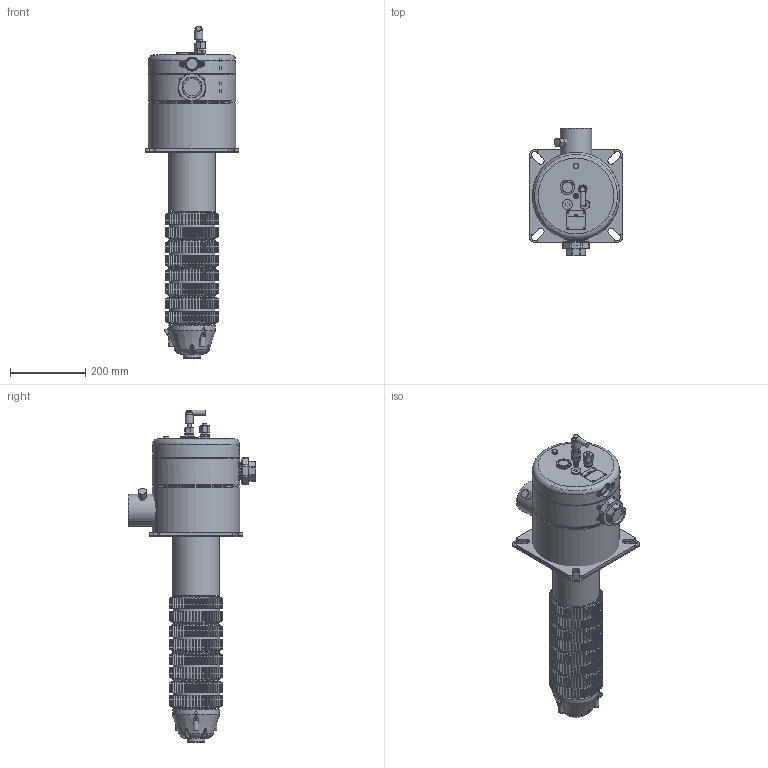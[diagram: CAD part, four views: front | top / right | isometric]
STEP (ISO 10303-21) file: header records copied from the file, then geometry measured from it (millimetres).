
FILE_DESCRIPTION(/* description */ (''),/* implementation_level */ '2;1');
FILE_NAME(/* name */ 'CAD00008956_Shrinkwrap_1.stp',/* time_stamp */ '2018-09-27T06:34:01+02:00',/* author */ ('f.preis'),/* organization */ (''),/* preprocessor_version */ 'ST-DEVELOPER v17',/* originating_system */ 'Autodesk Inventor 2019',/* authorisation */ '');
FILE_SCHEMA (('AUTOMOTIVE_DESIGN { 1 0 10303 214 3 1 1 }'));
Products named in the file (1): CAD00008956_Shrinkwrap_1
Bounding box: 248 x 340.49 x 883.4 mm (x, y, z)
Volume: 23050155.1 mm3; surface area: 2052954.1 mm2
Topology: 53 solids, 53 shells, 3826 faces, 9517 edges, 6294 vertices
Faces by surface type: plane 1974, cylinder 776, cone 627, bspline 362, torus 69, sphere 18
Full cylindrical faces by diameter (mm): 0.5 x1, 2 x4, 2.5 x4, 4.5 x1, 5 x4, 6 x4, 7.323 x1, 8 x3, 8.5 x4, 9 x5, 9.73 x4, 9.98 x1, 10 x9, 11.4 x1, 13 x2, 13.4 x1, 14 x2, 14.161 x1, 14.5 x1, 15 x1, 15.6 x1, 16.6 x1, 16.66 x2, 17.6 x1, 18 x1, 20.955 x1, 21.5 x1, 21.8 x1, 22 x1, 25.9 x1
Entity records: 123169 total; most frequent: CARTESIAN_POINT 30915, ORIENTED_EDGE 19002, DIRECTION 17555, EDGE_CURVE 9501, AXIS2_PLACEMENT_3D 6536, VERTEX_POINT 6295, LINE 4483, VECTOR 4483
